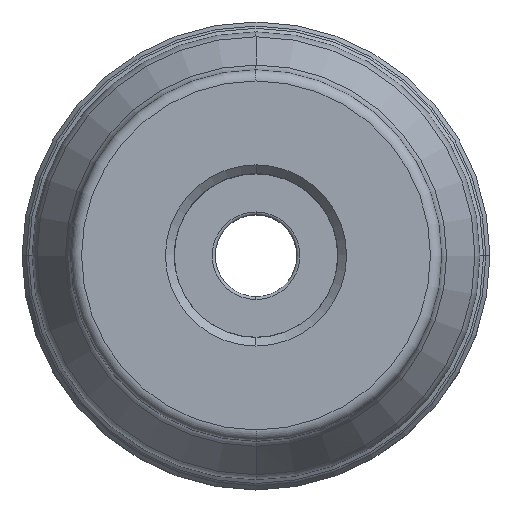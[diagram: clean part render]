
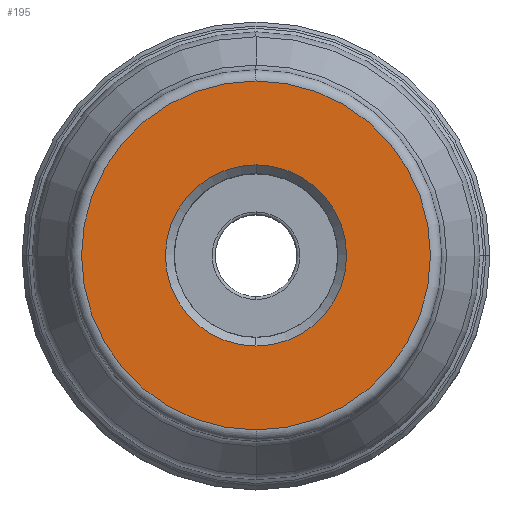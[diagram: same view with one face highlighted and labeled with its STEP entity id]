
A CAD part, top view. The second image highlights one B-rep face of the part: STEP entity #195.
In plain terms, the highlighted planar face has unit normal (0, 0, 1).
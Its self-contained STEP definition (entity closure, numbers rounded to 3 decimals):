
#62=PLANE('',#1707);
#77=FACE_BOUND('',#402,.T.);
#78=FACE_BOUND('',#403,.T.);
#195=ADVANCED_FACE('',(#77,#78),#62,.F.);
#402=EDGE_LOOP('',(#893,#894,#895,#896));
#403=EDGE_LOOP('',(#897,#898));
#893=ORIENTED_EDGE('',*,*,#1241,.F.);
#894=ORIENTED_EDGE('',*,*,#1242,.T.);
#895=ORIENTED_EDGE('',*,*,#1243,.T.);
#896=ORIENTED_EDGE('',*,*,#1244,.F.);
#897=ORIENTED_EDGE('',*,*,#1239,.F.);
#898=ORIENTED_EDGE('',*,*,#1237,.F.);
#1035=VERTEX_POINT('',#2683);
#1036=VERTEX_POINT('',#2685);
#1037=VERTEX_POINT('',#2693);
#1038=VERTEX_POINT('',#2694);
#1039=VERTEX_POINT('',#2696);
#1040=VERTEX_POINT('',#2698);
#1237=EDGE_CURVE('',#1035,#1036,#1396,.T.);
#1239=EDGE_CURVE('',#1036,#1035,#1397,.T.);
#1241=EDGE_CURVE('',#1037,#1038,#1399,.T.);
#1242=EDGE_CURVE('',#1037,#1039,#1400,.T.);
#1243=EDGE_CURVE('',#1039,#1040,#1401,.T.);
#1244=EDGE_CURVE('',#1038,#1040,#1402,.T.);
#1396=CIRCLE('',#1697,12.2);
#1397=CIRCLE('',#1699,12.2);
#1399=CIRCLE('',#1703,23.5);
#1400=CIRCLE('',#1704,23.5);
#1401=CIRCLE('',#1705,23.5);
#1402=CIRCLE('',#1706,23.5);
#1697=AXIS2_PLACEMENT_3D('',#2684,#2242,#2243);
#1699=AXIS2_PLACEMENT_3D('',#2688,#2247,#2248);
#1703=AXIS2_PLACEMENT_3D('',#2692,#2255,#2256);
#1704=AXIS2_PLACEMENT_3D('',#2695,#2257,#2258);
#1705=AXIS2_PLACEMENT_3D('',#2697,#2259,#2260);
#1706=AXIS2_PLACEMENT_3D('',#2699,#2261,#2262);
#1707=AXIS2_PLACEMENT_3D('',#2700,#2263,#2264);
#2242=DIRECTION('',(0.,0.,1.));
#2243=DIRECTION('',(0.,1.,0.));
#2247=DIRECTION('',(0.,0.,1.));
#2248=DIRECTION('',(0.,-1.,0.));
#2255=DIRECTION('',(0.,0.,-1.));
#2256=DIRECTION('',(-0.001,-1.,0.));
#2257=DIRECTION('',(0.,0.,1.));
#2258=DIRECTION('',(-0.001,-1.,0.));
#2259=DIRECTION('',(0.,0.,1.));
#2260=DIRECTION('',(0.001,1.,0.));
#2261=DIRECTION('',(0.,0.,-1.));
#2262=DIRECTION('',(0.001,1.,0.));
#2263=DIRECTION('',(0.,0.,-1.));
#2264=DIRECTION('',(0.,-1.,0.));
#2683=CARTESIAN_POINT('',(0.,12.2,0.));
#2684=CARTESIAN_POINT('',(0.,0.,0.));
#2685=CARTESIAN_POINT('',(0.,-12.2,0.));
#2688=CARTESIAN_POINT('',(0.,0.,0.));
#2692=CARTESIAN_POINT('',(0.,0.,0.));
#2693=CARTESIAN_POINT('',(-0.021,-23.5,0.));
#2694=CARTESIAN_POINT('',(0.,23.5,0.));
#2695=CARTESIAN_POINT('',(0.,0.,0.));
#2696=CARTESIAN_POINT('',(0.,-23.5,0.));
#2697=CARTESIAN_POINT('',(0.,0.,0.));
#2698=CARTESIAN_POINT('',(0.021,23.5,0.));
#2699=CARTESIAN_POINT('',(0.,0.,0.));
#2700=CARTESIAN_POINT('',(0.,0.,0.));
